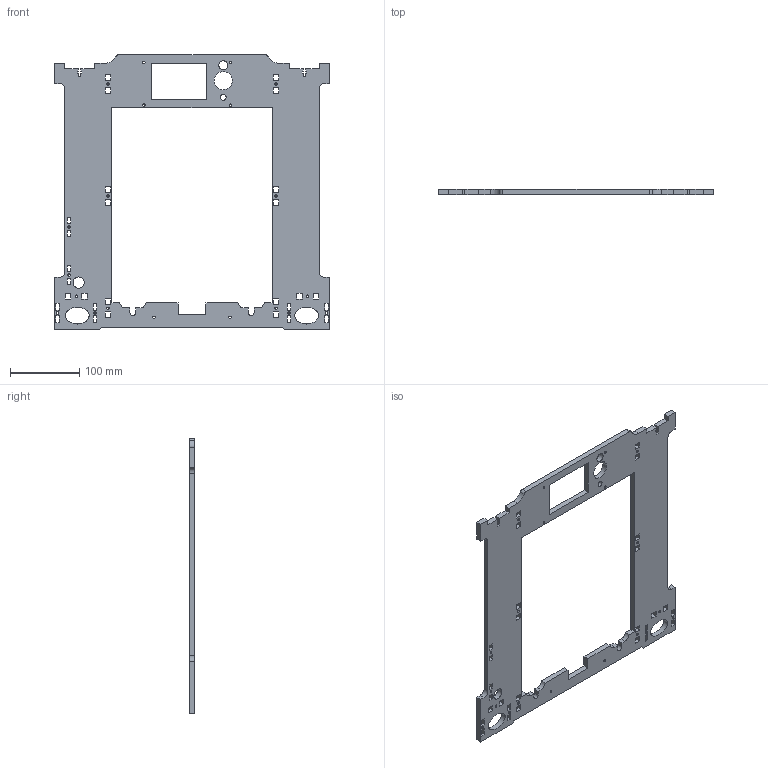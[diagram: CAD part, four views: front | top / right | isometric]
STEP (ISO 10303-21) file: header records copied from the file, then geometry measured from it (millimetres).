
FILE_DESCRIPTION(('FreeCAD Model'),'2;1');
FILE_NAME('A6-main-support-plate.step', '2020-08-10T10:06:08',('Author'),(''), 'Open CASCADE STEP processor 7.3','FreeCAD','Unknown');
FILE_SCHEMA(('AUTOMOTIVE_DESIGN { 1 0 10303 214 1 1 1 1 }'));
Length unit declared in the file: millimetre
Products named in the file (1): A6-main-support-plate
Bounding box: 396.8 x 7.8 x 396 mm (x, y, z)
Volume: 550193.5 mm3; surface area: 176786.2 mm2
Topology: 1 solids, 1 shells, 226 faces, 672 edges, 448 vertices
Faces by surface type: plane 186, cylinder 38, extrusion 2
Full cylindrical faces by diameter (mm): 3.5 x20, 8.2 x1, 12.7 x1, 16.2 x1, 26.2 x1
Entity records: 8055 total; most frequent: CARTESIAN_POINT 1661, ORIENTED_EDGE 1344, DIRECTION 1204, EDGE_CURVE 672, VECTOR 594, LINE 592, VERTEX_POINT 448, FACE_BOUND 338
